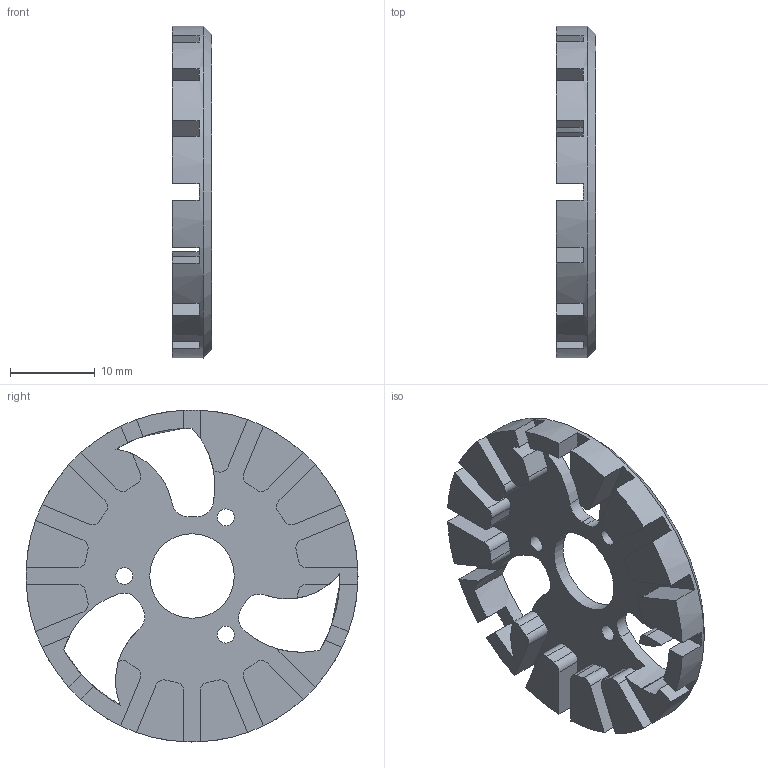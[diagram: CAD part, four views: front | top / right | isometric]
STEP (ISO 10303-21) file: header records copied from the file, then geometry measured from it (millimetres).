
FILE_DESCRIPTION(/* description */ (''),/* implementation_level */ '2;1');
FILE_NAME(/* name */ 'CleatHolder_TPU.step',/* time_stamp */ '2023-05-28T14:25:10-04:00',/* author */ (''),/* organization */ (''),/* preprocessor_version */ 'ST-DEVELOPER v19.2',/* originating_system */ 'Autodesk Translation Framework v12.4.0.73',/* authorisation */ '');
FILE_SCHEMA (('AUTOMOTIVE_DESIGN { 1 0 10303 214 3 1 1 }'));
Length unit declared in the file: millimetre
Products named in the file (1): Cleat Wheel
Bounding box: 4.67 x 39.27 x 39.27 mm (x, y, z)
Volume: 2604.7 mm3; surface area: 3290.4 mm2
Topology: 1 solids, 1 shells, 131 faces, 396 edges, 264 vertices
Faces by surface type: cylinder 61, plane 57, bspline 12, cone 1
Full cylindrical faces by diameter (mm): 2.013 x3, 10 x1, 39.275 x1
Entity records: 4782 total; most frequent: CARTESIAN_POINT 1092, ORIENTED_EDGE 792, DIRECTION 772, EDGE_CURVE 396, AXIS2_PLACEMENT_3D 288, VERTEX_POINT 264, LINE 196, VECTOR 196
